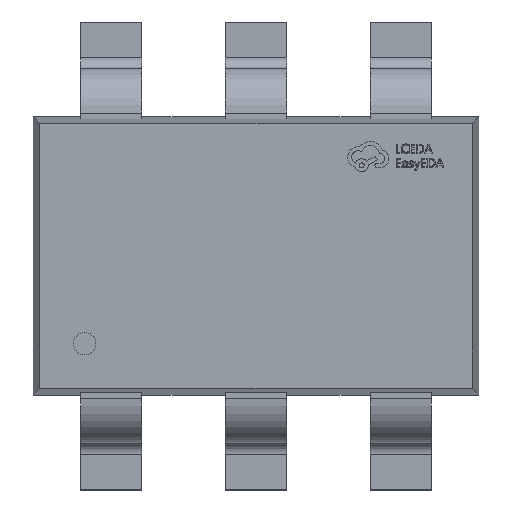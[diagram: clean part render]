
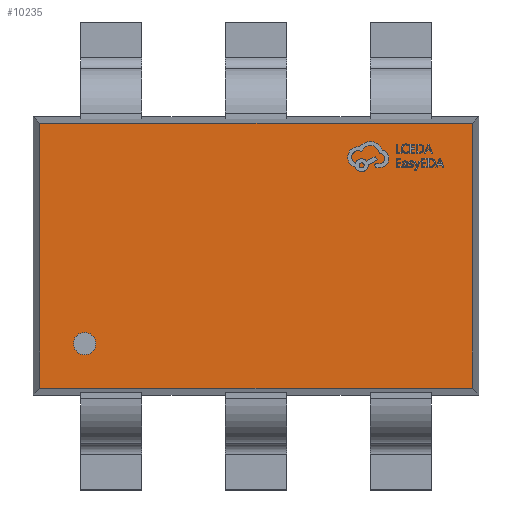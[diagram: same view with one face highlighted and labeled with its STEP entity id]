
A CAD part, top view. The second image highlights one B-rep face of the part: STEP entity #10235.
In plain terms, the highlighted planar face has unit normal (0, 0, 1).
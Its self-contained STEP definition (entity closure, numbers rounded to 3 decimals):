
#357 = CARTESIAN_POINT ( 'NONE',  ( 0., -0.594, 0.35 ) ) ;
#715 = ORIENTED_EDGE ( 'NONE', *, *, #9277, .T. ) ;
#1431 = DIRECTION ( 'NONE',  ( 0., -1., 0. ) ) ;
#1480 = ORIENTED_EDGE ( 'NONE', *, *, #10615, .T. ) ;
#2077 = ORIENTED_EDGE ( 'NONE', *, *, #2379, .F. ) ;
#2108 = CARTESIAN_POINT ( 'NONE',  ( -0.819, -0.394, 0.35 ) ) ;
#2251 = AXIS2_PLACEMENT_3D ( 'NONE', #3318, #8890, #8986 ) ;
#2379 = EDGE_CURVE ( 'NONE', #12260, #16732, #9190, .T. ) ;
#2567 = CARTESIAN_POINT ( 'NONE',  ( -0.719, -0.394, 0.35 ) ) ;
#3318 = CARTESIAN_POINT ( 'NONE',  ( -0.769, -0.394, 0.35 ) ) ;
#3884 = VERTEX_POINT ( 'NONE', #6554 ) ;
#4031 = CARTESIAN_POINT ( 'NONE',  ( -0.969, 0., 0.35 ) ) ;
#5411 = CARTESIAN_POINT ( 'NONE',  ( -0.769, -0.394, 0.35 ) ) ;
#5673 = ORIENTED_EDGE ( 'NONE', *, *, #14254, .T. ) ;
#6554 = CARTESIAN_POINT ( 'NONE',  ( 0.969, -0.594, 0.35 ) ) ;
#6591 = ORIENTED_EDGE ( 'NONE', *, *, #13707, .T. ) ;
#6718 = DIRECTION ( 'NONE',  ( -1., 0., 0. ) ) ;
#7126 = LINE ( 'NONE', #15813, #13318 ) ;
#7206 = VECTOR ( 'NONE', #13121, 1000. ) ;
#7453 = AXIS2_PLACEMENT_3D ( 'NONE', #5411, #15084, #11276 ) ;
#7478 = EDGE_LOOP ( 'NONE', ( #1480, #715, #6591, #5673 ) ) ;
#7735 = VERTEX_POINT ( 'NONE', #15533 ) ;
#7977 = CARTESIAN_POINT ( 'NONE',  ( 0., 0., 0.35 ) ) ;
#8349 = VECTOR ( 'NONE', #1431, 1000. ) ;
#8890 = DIRECTION ( 'NONE',  ( 0., 0., 1. ) ) ;
#8986 = DIRECTION ( 'NONE',  ( 1., 0., 0. ) ) ;
#8988 = CARTESIAN_POINT ( 'NONE',  ( -0.969, 0.594, 0.35 ) ) ;
#9190 = CIRCLE ( 'NONE', #7453, 0.05 ) ;
#9277 = EDGE_CURVE ( 'NONE', #9532, #17154, #7126, .T. ) ;
#9532 = VERTEX_POINT ( 'NONE', #17782 ) ;
#9548 = AXIS2_PLACEMENT_3D ( 'NONE', #7977, #14851, #6718 ) ;
#9859 = DIRECTION ( 'NONE',  ( 0., 1., 0. ) ) ;
#10235 = ADVANCED_FACE ( 'NONE', ( #17637, #10505 ), #10246, .F. ) ;
#10246 = PLANE ( 'NONE',  #9548 ) ;
#10505 = FACE_OUTER_BOUND ( 'NONE', #7478, .T. ) ;
#10615 = EDGE_CURVE ( 'NONE', #3884, #9532, #14088, .T. ) ;
#11276 = DIRECTION ( 'NONE',  ( 1., 0., 0. ) ) ;
#11316 = DIRECTION ( 'NONE',  ( -1., 0., 0. ) ) ;
#12187 = VECTOR ( 'NONE', #9859, 1000. ) ;
#12260 = VERTEX_POINT ( 'NONE', #2108 ) ;
#13121 = DIRECTION ( 'NONE',  ( 1., 0., 0. ) ) ;
#13318 = VECTOR ( 'NONE', #11316, 1000. ) ;
#13707 = EDGE_CURVE ( 'NONE', #17154, #7735, #16850, .T. ) ;
#14088 = LINE ( 'NONE', #18065, #12187 ) ;
#14091 = EDGE_LOOP ( 'NONE', ( #15228, #2077 ) ) ;
#14254 = EDGE_CURVE ( 'NONE', #7735, #3884, #14291, .T. ) ;
#14291 = LINE ( 'NONE', #357, #7206 ) ;
#14851 = DIRECTION ( 'NONE',  ( 0., 0., -1. ) ) ;
#15084 = DIRECTION ( 'NONE',  ( 0., 0., 1. ) ) ;
#15228 = ORIENTED_EDGE ( 'NONE', *, *, #16321, .F. ) ;
#15533 = CARTESIAN_POINT ( 'NONE',  ( -0.969, -0.594, 0.35 ) ) ;
#15813 = CARTESIAN_POINT ( 'NONE',  ( 0., 0.594, 0.35 ) ) ;
#16321 = EDGE_CURVE ( 'NONE', #16732, #12260, #17997, .T. ) ;
#16732 = VERTEX_POINT ( 'NONE', #2567 ) ;
#16850 = LINE ( 'NONE', #4031, #8349 ) ;
#17154 = VERTEX_POINT ( 'NONE', #8988 ) ;
#17637 = FACE_BOUND ( 'NONE', #14091, .T. ) ;
#17782 = CARTESIAN_POINT ( 'NONE',  ( 0.969, 0.594, 0.35 ) ) ;
#17997 = CIRCLE ( 'NONE', #2251, 0.05 ) ;
#18065 = CARTESIAN_POINT ( 'NONE',  ( 0.969, 0., 0.35 ) ) ;
